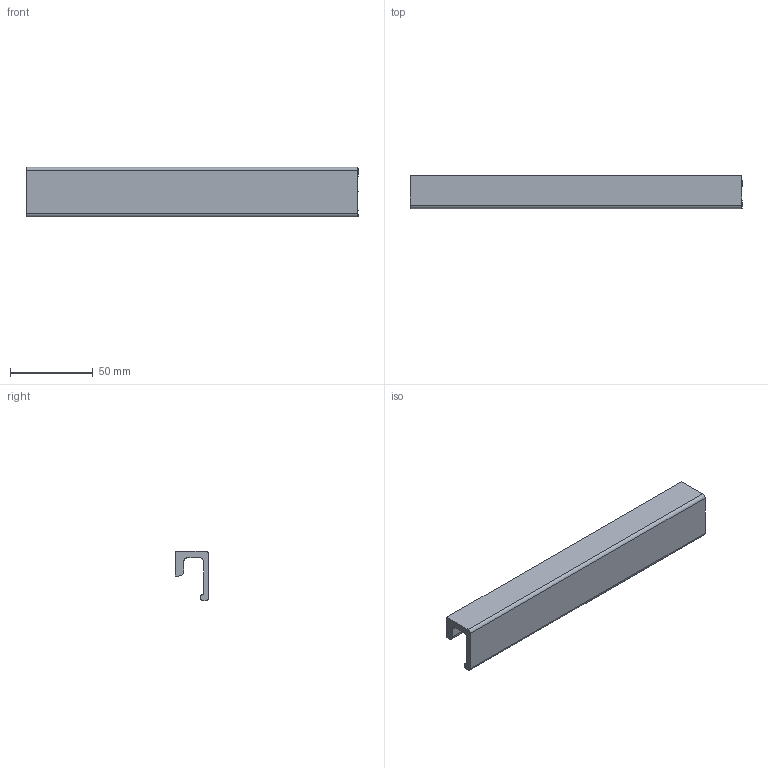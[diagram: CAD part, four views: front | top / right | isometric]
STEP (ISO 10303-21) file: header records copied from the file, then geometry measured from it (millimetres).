
FILE_DESCRIPTION((''),'2;1');
FILE_NAME('','2005-10-12T14:43:37',(''),(''),'','CADfix','');
FILE_SCHEMA(('AUTOMOTIVE_DESIGN'));
Length unit declared in the file: millimetre
Products named in the file (1): pull
Bounding box: 200 x 20 x 30 mm (x, y, z)
Volume: 43368.2 mm3; surface area: 24381.2 mm2
Topology: 1 solids, 1 shells, 22 faces, 75 edges, 52 vertices
Faces by surface type: bspline 22
Entity records: 839 total; most frequent: CARTESIAN_POINT 419, ORIENTED_EDGE 150, EDGE_CURVE 75, VERTEX_POINT 52, QUASI_UNIFORM_CURVE 39, EDGE_LOOP 25, FACE_OUTER_BOUND 22, ADVANCED_FACE 22
